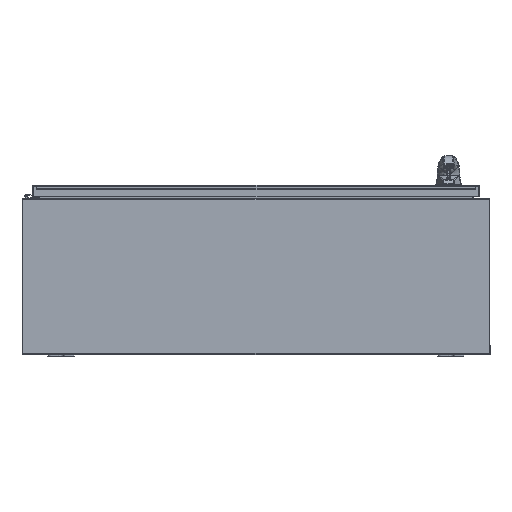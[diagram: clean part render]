
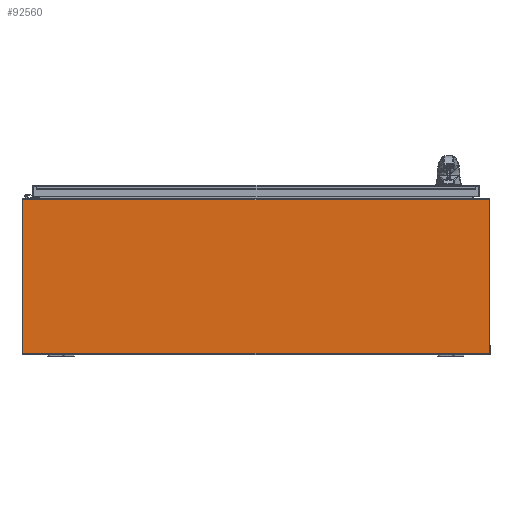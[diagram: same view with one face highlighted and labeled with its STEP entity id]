
A CAD part, front view. The second image highlights one B-rep face of the part: STEP entity #92560.
In plain terms, the highlighted planar face has unit normal (0, -1, 0).
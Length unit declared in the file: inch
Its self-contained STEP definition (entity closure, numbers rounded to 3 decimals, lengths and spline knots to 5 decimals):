
#5604 = EDGE_CURVE ( 'NONE', #113531, #123431, #86047, .T. ) ;
#7338 = VERTEX_POINT ( 'NONE', #65181 ) ;
#12163 = ORIENTED_EDGE ( 'NONE', *, *, #5604, .F. ) ;
#18473 = ORIENTED_EDGE ( 'NONE', *, *, #24798, .T. ) ;
#18756 = AXIS2_PLACEMENT_3D ( 'NONE', #112780, #54395, #122507 ) ;
#24724 = CARTESIAN_POINT ( 'NONE',  ( 35.852, 0., 11.89475 ) ) ;
#24798 = EDGE_CURVE ( 'NONE', #113531, #61914, #120394, .T. ) ;
#24958 = CARTESIAN_POINT ( 'NONE',  ( 35.852, 0., 0.10525 ) ) ;
#27097 = DIRECTION ( 'NONE',  ( 0., 0., -1. ) ) ;
#29418 = EDGE_CURVE ( 'NONE', #7338, #61914, #87751, .T. ) ;
#34960 = ORIENTED_EDGE ( 'NONE', *, *, #29418, .F. ) ;
#35128 = CARTESIAN_POINT ( 'NONE',  ( 0., 0., 0.10525 ) ) ;
#36959 = DIRECTION ( 'NONE',  ( 0., 0., 1. ) ) ;
#42700 = VECTOR ( 'NONE', #64388, 39.37008 ) ;
#43249 = FACE_OUTER_BOUND ( 'NONE', #91976, .T. ) ;
#44214 = PLANE ( 'NONE',  #18756 ) ;
#45574 = CARTESIAN_POINT ( 'NONE',  ( 35.852, 0., 11.89475 ) ) ;
#45589 = CARTESIAN_POINT ( 'NONE',  ( 0., 0., 0.10525 ) ) ;
#53789 = VECTOR ( 'NONE', #27097, 39.37008 ) ;
#54395 = DIRECTION ( 'NONE',  ( 0., 1., 0. ) ) ;
#61743 = VECTOR ( 'NONE', #36959, 39.37008 ) ;
#61914 = VERTEX_POINT ( 'NONE', #66497 ) ;
#64388 = DIRECTION ( 'NONE',  ( -1., 0., 0. ) ) ;
#65181 = CARTESIAN_POINT ( 'NONE',  ( 0., 0., 0.10525 ) ) ;
#66033 = CARTESIAN_POINT ( 'NONE',  ( 35.852, 0., 11.89475 ) ) ;
#66497 = CARTESIAN_POINT ( 'NONE',  ( 0., 0., 11.89475 ) ) ;
#71317 = VECTOR ( 'NONE', #94220, 39.37008 ) ;
#86047 = LINE ( 'NONE', #24724, #53789 ) ;
#87751 = LINE ( 'NONE', #35128, #61743 ) ;
#91072 = EDGE_CURVE ( 'NONE', #7338, #123431, #97163, .T. ) ;
#91976 = EDGE_LOOP ( 'NONE', ( #18473, #34960, #121678, #12163 ) ) ;
#92560 = ADVANCED_FACE ( 'NONE', ( #43249 ), #44214, .F. ) ;
#94220 = DIRECTION ( 'NONE',  ( 1., 0., 0. ) ) ;
#97163 = LINE ( 'NONE', #45589, #71317 ) ;
#112780 = CARTESIAN_POINT ( 'NONE',  ( 17.926, 0., -23.86218 ) ) ;
#113531 = VERTEX_POINT ( 'NONE', #45574 ) ;
#120394 = LINE ( 'NONE', #66033, #42700 ) ;
#121678 = ORIENTED_EDGE ( 'NONE', *, *, #91072, .T. ) ;
#122507 = DIRECTION ( 'NONE',  ( 1., 0., 0. ) ) ;
#123431 = VERTEX_POINT ( 'NONE', #24958 ) ;
